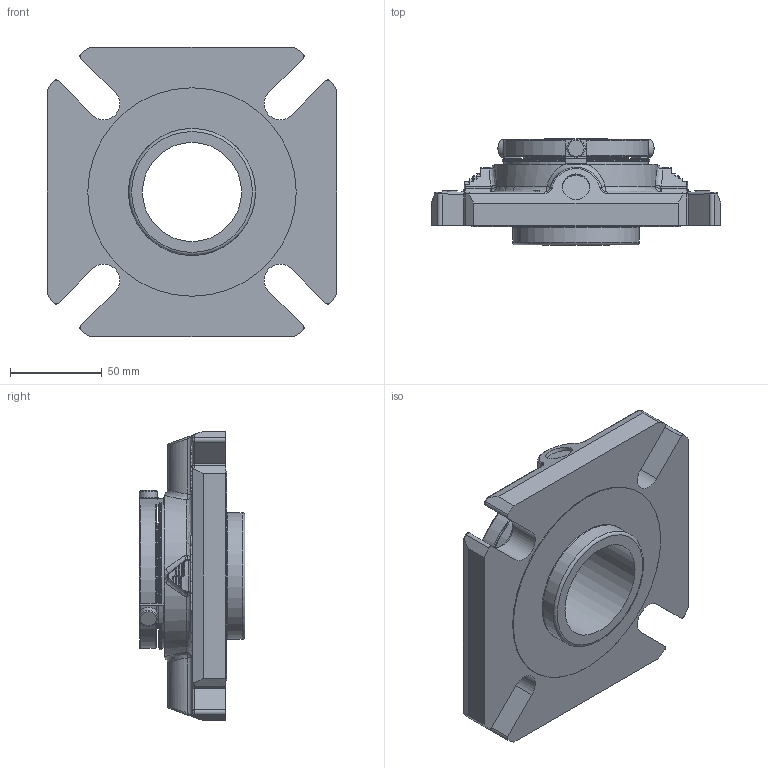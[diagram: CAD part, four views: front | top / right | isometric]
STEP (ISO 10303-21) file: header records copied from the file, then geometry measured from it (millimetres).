
FILE_DESCRIPTION(/* description */ ('Unknown'),/* implementation_level */ '2;1');
FILE_NAME(/* name */ '2.125SMSSANSISealArrangement',/* time_stamp */ '2023-05-23T16:22:12+01:00',/* author */ ('Unknown'),/* organization */ ('Unknown'),/* preprocessor_version */ 'ST-DEVELOPER v18.102',/* originating_system */ 'Solid Edge',/* authorisation */ 'Unknown');
FILE_SCHEMA (('FEATURE_BASED_PROCESS_PLANNING','AUTOMOTIVE_DESIGN {1 0 10303 214 3 1 1}'));
Length unit declared in the file: millimetre
Products named in the file (1): 2.125 SMSS ANSI SEAL ARRANGEMENT
Bounding box: 157.61 x 57.63 x 157.61 mm (x, y, z)
Volume: 479101.6 mm3; surface area: 79324.8 mm2
Topology: 1 solids, 1 shells, 833 faces, 2155 edges, 1341 vertices
Faces by surface type: cylinder 284, plane 271, bspline 148, torus 76, sphere 40, cone 14
Full cylindrical faces by diameter (mm): 5.805 x2, 10 x3, 14.657 x1, 14.833 x1, 53.975 x1, 56.363 x1, 57.125 x1, 57.633 x1, 68.809 x1, 78.867 x2, 80.391 x1, 113.5 x1
Entity records: 28021 total; most frequent: CARTESIAN_POINT 8562, ORIENTED_EDGE 4192, DIRECTION 3859, EDGE_CURVE 2096, AXIS2_PLACEMENT_3D 1426, VERTEX_POINT 1327, LINE 1007, VECTOR 1007
